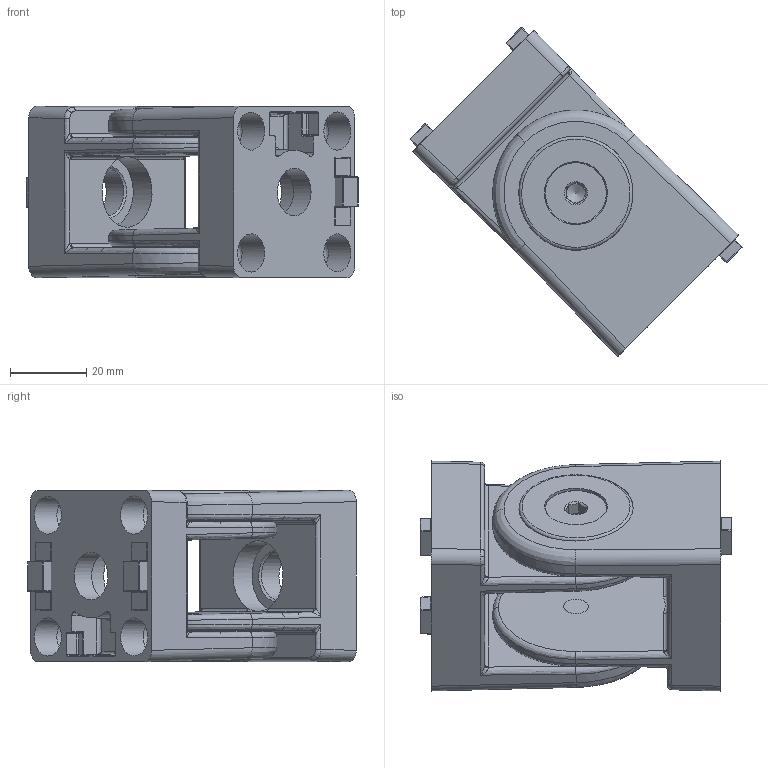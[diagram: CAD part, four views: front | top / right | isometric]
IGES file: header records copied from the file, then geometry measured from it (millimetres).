
Global section: file name: 324540; native system: Autodesk Inventor 2021; preprocessor: unknown; author: Mrówczyńska,,; organization: 11; date: 20220905.100903; units: millimetre
Bounding box: 87.12 x 86.29 x 45 mm (x, y, z)
Volume: 85510.6 mm3; surface area: 41789 mm2
Topology: 11 solids, 11 shells, 660 faces, 1628 edges, 942 vertices
Faces by surface type: bspline 660
